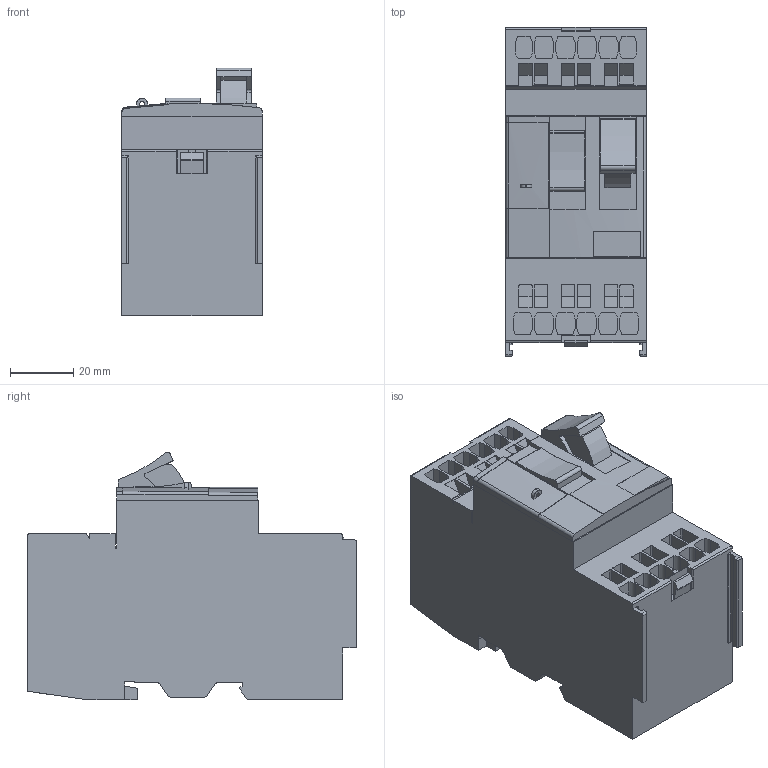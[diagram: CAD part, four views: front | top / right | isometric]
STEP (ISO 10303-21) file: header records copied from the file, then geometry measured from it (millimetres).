
FILE_DESCRIPTION((''),'2;1');
FILE_NAME('1643345157922_ASM','2022-01-28T10:16:19',('SESA540900'),('Schneider-Electric'),'CREO PARAMETRIC BY PTC INC, 2019471','CREO PARAMETRIC BY PTC INC, 2019471','');
FILE_SCHEMA(('AP242_MANAGED_MODEL_BASED_3D_ENGINEERING_MIM_LF { 1 0 10303 442 1 1 4 }'));
Length unit declared in the file: millimetre
Products named in the file (4): EMPTYNODE_1643345157977_ASM; GV2MEXX3; GV2MEXX3-3D_ASM; 1643345157922_ASM
Assembly tree (3 placements, depth 3):
  1643345157922_ASM
    EMPTYNODE_1643345157977_ASM
    GV2MEXX3-3D_ASM
      GV2MEXX3
Bounding box: 44.5 x 104.05 x 78.33 mm (x, y, z)
Volume: 233778.2 mm3; surface area: 41976.3 mm2
Topology: 2 solids, 2 shells, 467 faces, 1281 edges, 848 vertices
Faces by surface type: plane 372, cylinder 83, extrusion 12
Entity records: 19376 total; most frequent: CARTESIAN_POINT 2844, ORIENTED_EDGE 2562, DIRECTION 2357, PRESENTATION_STYLE_ASSIGNMENT 1318, STYLED_ITEM 1288, CURVE_STYLE 1286, EDGE_CURVE 1281, VECTOR 1075
